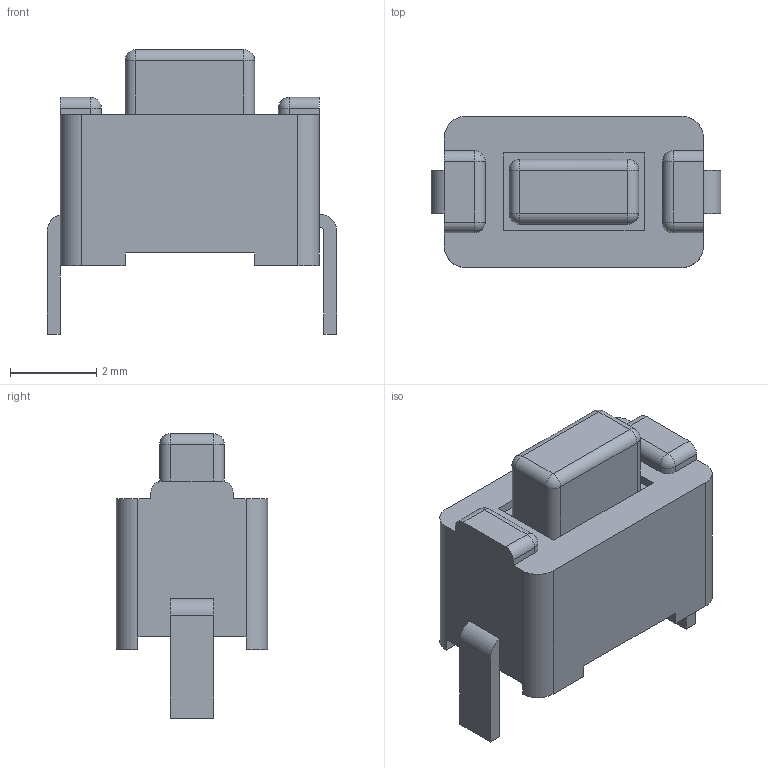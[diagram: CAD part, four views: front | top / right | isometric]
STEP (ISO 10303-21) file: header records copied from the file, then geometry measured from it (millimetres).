
FILE_DESCRIPTION((' '),'2;1');
FILE_NAME('TL1107BFxxxBQ.stp','2017-07-26T09:34:35',(' '),(' '),' ','ACIS',' ');
FILE_SCHEMA(('CONFIG_CONTROL_DESIGN'));
Length unit declared in the file: inch
Products named in the file (1): TL1107BFxxxBQ.stp
Bounding box: 6.7 x 3.5 x 6.58 mm (x, y, z)
Volume: 66 mm3; surface area: 186.1 mm2
Topology: 1 solids, 2 shells, 154 faces, 382 edges, 232 vertices
Faces by surface type: plane 93, cylinder 45, sphere 12, bspline 4
Entity records: 4664 total; most frequent: CARTESIAN_POINT 916, DIRECTION 763, ORIENTED_EDGE 746, EDGE_CURVE 373, VECTOR 277, LINE 277, AXIS2_PLACEMENT_3D 243, VERTEX_POINT 226
